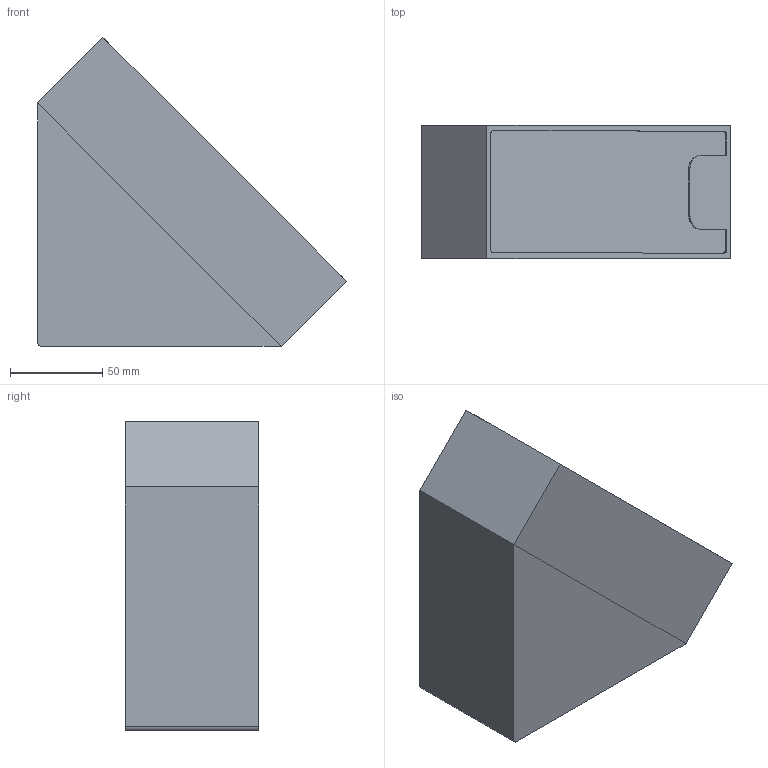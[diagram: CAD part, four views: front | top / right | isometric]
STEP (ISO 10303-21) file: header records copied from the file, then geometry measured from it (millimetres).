
FILE_DESCRIPTION(/* description */ (''),/* implementation_level */ '2;1');
FILE_NAME(/* name */ 'Coffee Paper Holder (Actual).step',/* time_stamp */ '2021-06-25T11:40:09+08:00',/* author */ (''),/* organization */ (''),/* preprocessor_version */ 'ST-DEVELOPER v18.1',/* originating_system */ 'Autodesk Translation Framework v10.9.0.1377',/* authorisation */ '');
FILE_SCHEMA (('AUTOMOTIVE_DESIGN { 1 0 10303 214 3 1 1 }'));
Length unit declared in the file: millimetre
Products named in the file (4): Coffee Paper Holder (Actual); V60; Shell; Lid
Assembly tree (3 placements, depth 2):
  Coffee Paper Holder (Actual)
    V60
    Shell
    Lid
Bounding box: 167.07 x 72 x 167.07 mm (x, y, z)
Volume: 1067617.8 mm3; surface area: 208422.6 mm2
Topology: 3 solids, 3 shells, 49 faces, 117 edges, 78 vertices
Faces by surface type: plane 39, cylinder 10
Entity records: 1535 total; most frequent: CARTESIAN_POINT 251, DIRECTION 249, ORIENTED_EDGE 234, EDGE_CURVE 117, LINE 97, VECTOR 97, VERTEX_POINT 78, AXIS2_PLACEMENT_3D 76
